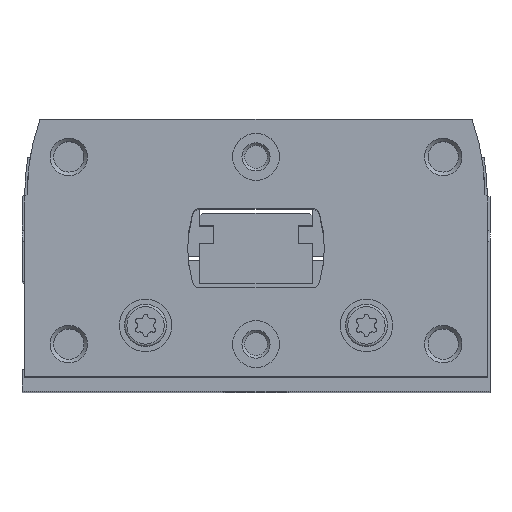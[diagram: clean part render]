
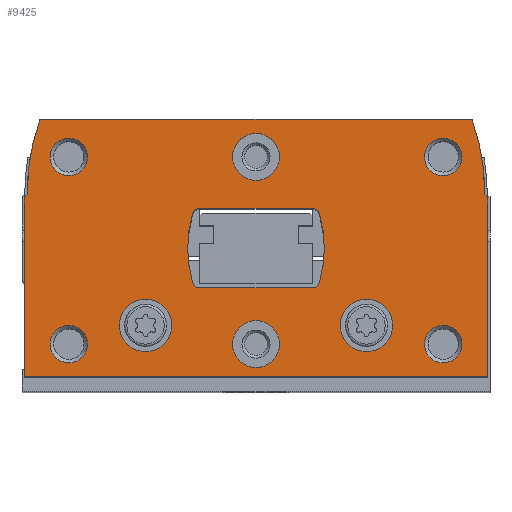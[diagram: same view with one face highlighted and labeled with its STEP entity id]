
A CAD part, top view. The second image highlights one B-rep face of the part: STEP entity #9425.
In plain terms, the highlighted planar face has unit normal (0, 0, 1).
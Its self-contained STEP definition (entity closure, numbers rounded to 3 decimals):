
#426=LINE('',#14720,#936);
#431=LINE('',#14730,#941);
#449=LINE('',#14776,#959);
#455=LINE('',#14788,#965);
#469=LINE('',#14861,#979);
#471=LINE('',#14864,#981);
#472=LINE('',#14896,#982);
#473=LINE('',#14916,#983);
#936=VECTOR('',#12071,1000.);
#941=VECTOR('',#12078,1000.);
#959=VECTOR('',#12114,1000.);
#965=VECTOR('',#12124,1000.);
#979=VECTOR('',#12180,1000.);
#981=VECTOR('',#12184,1000.);
#982=VECTOR('',#12217,1000.);
#983=VECTOR('',#12238,1000.);
#1253=PLANE('',#10264);
#2494=ORIENTED_EDGE('',*,*,#4162,.F.);
#2495=ORIENTED_EDGE('',*,*,#4163,.F.);
#2496=ORIENTED_EDGE('',*,*,#4164,.T.);
#2497=ORIENTED_EDGE('',*,*,#4165,.T.);
#2498=ORIENTED_EDGE('',*,*,#4166,.T.);
#2499=ORIENTED_EDGE('',*,*,#4167,.T.);
#2500=ORIENTED_EDGE('',*,*,#4168,.T.);
#2501=ORIENTED_EDGE('',*,*,#4169,.T.);
#2502=ORIENTED_EDGE('',*,*,#4125,.F.);
#2503=ORIENTED_EDGE('',*,*,#4143,.F.);
#2504=ORIENTED_EDGE('',*,*,#4138,.F.);
#2505=ORIENTED_EDGE('',*,*,#4134,.F.);
#2506=ORIENTED_EDGE('',*,*,#4170,.F.);
#2507=ORIENTED_EDGE('',*,*,#4171,.F.);
#2508=ORIENTED_EDGE('',*,*,#4172,.F.);
#2509=ORIENTED_EDGE('',*,*,#4128,.F.);
#2510=ORIENTED_EDGE('',*,*,#4111,.T.);
#2511=ORIENTED_EDGE('',*,*,#4105,.T.);
#2512=ORIENTED_EDGE('',*,*,#4145,.T.);
#2513=ORIENTED_EDGE('',*,*,#4076,.T.);
#2514=ORIENTED_EDGE('',*,*,#4081,.T.);
#2515=ORIENTED_EDGE('',*,*,#4085,.T.);
#2516=ORIENTED_EDGE('',*,*,#4161,.T.);
#2517=ORIENTED_EDGE('',*,*,#4117,.T.);
#4076=EDGE_CURVE('',#5019,#5018,#426,.T.);
#4081=EDGE_CURVE('',#5018,#5022,#431,.T.);
#4085=EDGE_CURVE('',#5022,#5024,#5636,.T.);
#4105=EDGE_CURVE('',#5039,#5041,#449,.T.);
#4111=EDGE_CURVE('',#5045,#5039,#455,.T.);
#4117=EDGE_CURVE('',#5050,#5045,#5642,.T.);
#4125=EDGE_CURVE('',#5055,#5056,#5646,.T.);
#4128=EDGE_CURVE('',#5056,#5057,#5647,.T.);
#4134=EDGE_CURVE('',#5061,#5062,#5650,.T.);
#4138=EDGE_CURVE('',#5062,#5065,#5652,.T.);
#4143=EDGE_CURVE('',#5065,#5055,#469,.T.);
#4145=EDGE_CURVE('',#5041,#5019,#471,.T.);
#4161=EDGE_CURVE('',#5024,#5050,#472,.T.);
#4162=EDGE_CURVE('',#5083,#5083,#5670,.T.);
#4163=EDGE_CURVE('',#5084,#5084,#5671,.T.);
#4164=EDGE_CURVE('',#5085,#5085,#5672,.T.);
#4165=EDGE_CURVE('',#5086,#5086,#5673,.T.);
#4166=EDGE_CURVE('',#5087,#5087,#5674,.T.);
#4167=EDGE_CURVE('',#5088,#5088,#5675,.T.);
#4168=EDGE_CURVE('',#5089,#5089,#5676,.T.);
#4169=EDGE_CURVE('',#5090,#5090,#5677,.T.);
#4170=EDGE_CURVE('',#5091,#5061,#5678,.T.);
#4171=EDGE_CURVE('',#5092,#5091,#473,.T.);
#4172=EDGE_CURVE('',#5057,#5092,#5679,.T.);
#5018=VERTEX_POINT('',#14719);
#5019=VERTEX_POINT('',#14721);
#5022=VERTEX_POINT('',#14729);
#5024=VERTEX_POINT('',#14736);
#5039=VERTEX_POINT('',#14770);
#5041=VERTEX_POINT('',#14775);
#5045=VERTEX_POINT('',#14786);
#5050=VERTEX_POINT('',#14801);
#5055=VERTEX_POINT('',#14817);
#5056=VERTEX_POINT('',#14819);
#5057=VERTEX_POINT('',#14827);
#5061=VERTEX_POINT('',#14840);
#5062=VERTEX_POINT('',#14842);
#5065=VERTEX_POINT('',#14853);
#5083=VERTEX_POINT('',#14899);
#5084=VERTEX_POINT('',#14901);
#5085=VERTEX_POINT('',#14903);
#5086=VERTEX_POINT('',#14905);
#5087=VERTEX_POINT('',#14907);
#5088=VERTEX_POINT('',#14909);
#5089=VERTEX_POINT('',#14911);
#5090=VERTEX_POINT('',#14913);
#5091=VERTEX_POINT('',#14915);
#5092=VERTEX_POINT('',#14917);
#5636=CIRCLE('',#10217,24.);
#5642=CIRCLE('',#10229,24.);
#5646=CIRCLE('',#10234,0.8);
#5647=CIRCLE('',#10236,13.);
#5650=CIRCLE('',#10240,13.);
#5652=CIRCLE('',#10243,0.8);
#5670=CIRCLE('',#10265,2.8);
#5671=CIRCLE('',#10266,2.8);
#5672=CIRCLE('',#10267,2.5);
#5673=CIRCLE('',#10268,2.5);
#5674=CIRCLE('',#10269,2.);
#5675=CIRCLE('',#10270,2.);
#5676=CIRCLE('',#10271,2.);
#5677=CIRCLE('',#10272,2.);
#5678=CIRCLE('',#10273,0.8);
#5679=CIRCLE('',#10274,0.8);
#6277=EDGE_LOOP('',(#2494));
#6278=EDGE_LOOP('',(#2495));
#6279=EDGE_LOOP('',(#2496));
#6280=EDGE_LOOP('',(#2497));
#6281=EDGE_LOOP('',(#2498));
#6282=EDGE_LOOP('',(#2499));
#6283=EDGE_LOOP('',(#2500));
#6284=EDGE_LOOP('',(#2501));
#6285=EDGE_LOOP('',(#2502,#2503,#2504,#2505,#2506,#2507,#2508,#2509));
#6286=EDGE_LOOP('',(#2510,#2511,#2512,#2513,#2514,#2515,#2516,#2517));
#7053=FACE_BOUND('',#6277,.T.);
#7054=FACE_BOUND('',#6278,.T.);
#7055=FACE_BOUND('',#6279,.T.);
#7056=FACE_BOUND('',#6280,.T.);
#7057=FACE_BOUND('',#6281,.T.);
#7058=FACE_BOUND('',#6282,.T.);
#7059=FACE_BOUND('',#6283,.T.);
#7060=FACE_BOUND('',#6284,.T.);
#7061=FACE_BOUND('',#6285,.T.);
#7062=FACE_BOUND('',#6286,.T.);
#9425=ADVANCED_FACE('',(#7053,#7054,#7055,#7056,#7057,#7058,#7059,#7060,
#7061,#7062),#1253,.T.);
#10217=AXIS2_PLACEMENT_3D('',#14737,#12085,#12086);
#10229=AXIS2_PLACEMENT_3D('',#14800,#12135,#12136);
#10234=AXIS2_PLACEMENT_3D('',#14818,#12148,#12149);
#10236=AXIS2_PLACEMENT_3D('',#14826,#12153,#12154);
#10240=AXIS2_PLACEMENT_3D('',#14841,#12163,#12164);
#10243=AXIS2_PLACEMENT_3D('',#14852,#12170,#12171);
#10264=AXIS2_PLACEMENT_3D('',#14897,#12218,#12219);
#10265=AXIS2_PLACEMENT_3D('',#14898,#12220,#12221);
#10266=AXIS2_PLACEMENT_3D('',#14900,#12222,#12223);
#10267=AXIS2_PLACEMENT_3D('',#14902,#12224,#12225);
#10268=AXIS2_PLACEMENT_3D('',#14904,#12226,#12227);
#10269=AXIS2_PLACEMENT_3D('',#14906,#12228,#12229);
#10270=AXIS2_PLACEMENT_3D('',#14908,#12230,#12231);
#10271=AXIS2_PLACEMENT_3D('',#14910,#12232,#12233);
#10272=AXIS2_PLACEMENT_3D('',#14912,#12234,#12235);
#10273=AXIS2_PLACEMENT_3D('',#14914,#12236,#12237);
#10274=AXIS2_PLACEMENT_3D('',#14918,#12239,#12240);
#12071=DIRECTION('',(0.,1.,0.));
#12078=DIRECTION('',(-0.866,0.5,0.));
#12085=DIRECTION('',(0.,0.,1.));
#12086=DIRECTION('',(1.,0.,0.));
#12114=DIRECTION('',(0.,-1.,0.));
#12124=DIRECTION('',(-0.866,-0.5,0.));
#12135=DIRECTION('',(0.,0.,1.));
#12136=DIRECTION('',(1.,0.,0.));
#12148=DIRECTION('',(0.,0.,1.));
#12149=DIRECTION('',(1.,0.,0.));
#12153=DIRECTION('',(0.,0.,1.));
#12154=DIRECTION('',(1.,0.,0.));
#12163=DIRECTION('',(0.,0.,1.));
#12164=DIRECTION('',(1.,0.,0.));
#12170=DIRECTION('',(0.,0.,1.));
#12171=DIRECTION('',(1.,0.,0.));
#12180=DIRECTION('',(-1.,0.,0.));
#12184=DIRECTION('',(1.,0.,0.));
#12217=DIRECTION('',(-1.,0.,0.));
#12218=DIRECTION('',(0.,0.,1.));
#12219=DIRECTION('',(1.,0.,0.));
#12220=DIRECTION('',(0.,0.,1.));
#12221=DIRECTION('',(1.,0.,0.));
#12222=DIRECTION('',(0.,0.,1.));
#12223=DIRECTION('',(1.,0.,0.));
#12224=DIRECTION('',(0.,0.,-1.));
#12225=DIRECTION('',(-1.,0.,0.));
#12226=DIRECTION('',(0.,0.,-1.));
#12227=DIRECTION('',(-1.,0.,0.));
#12228=DIRECTION('',(0.,0.,-1.));
#12229=DIRECTION('',(-1.,0.,0.));
#12230=DIRECTION('',(0.,0.,-1.));
#12231=DIRECTION('',(-1.,0.,0.));
#12232=DIRECTION('',(0.,0.,-1.));
#12233=DIRECTION('',(-1.,0.,0.));
#12234=DIRECTION('',(0.,0.,-1.));
#12235=DIRECTION('',(-1.,0.,0.));
#12236=DIRECTION('',(0.,0.,1.));
#12237=DIRECTION('',(1.,0.,0.));
#12238=DIRECTION('',(1.,0.,0.));
#12239=DIRECTION('',(0.,0.,1.));
#12240=DIRECTION('',(1.,0.,0.));
#14719=CARTESIAN_POINT('',(24.75,19.327,0.));
#14720=CARTESIAN_POINT('',(24.75,0.,0.));
#14721=CARTESIAN_POINT('',(24.75,0.,0.));
#14729=CARTESIAN_POINT('',(24.45,19.5,0.));
#14730=CARTESIAN_POINT('',(24.75,19.327,0.));
#14736=CARTESIAN_POINT('',(23.077,27.5,0.));
#14737=CARTESIAN_POINT('',(0.45,19.5,0.));
#14770=CARTESIAN_POINT('',(-24.75,19.327,0.));
#14775=CARTESIAN_POINT('',(-24.75,0.,0.));
#14776=CARTESIAN_POINT('',(-24.75,19.327,0.));
#14786=CARTESIAN_POINT('',(-24.45,19.5,0.));
#14788=CARTESIAN_POINT('',(-24.45,19.5,0.));
#14800=CARTESIAN_POINT('',(-0.45,19.5,0.));
#14801=CARTESIAN_POINT('',(-23.077,27.5,0.));
#14817=CARTESIAN_POINT('',(-6.002,18.,0.));
#14818=CARTESIAN_POINT('',(-6.002,17.2,0.));
#14819=CARTESIAN_POINT('',(-6.769,17.426,0.));
#14826=CARTESIAN_POINT('',(5.7,13.75,0.));
#14827=CARTESIAN_POINT('',(-6.769,10.074,0.));
#14840=CARTESIAN_POINT('',(6.769,10.074,0.));
#14841=CARTESIAN_POINT('',(-5.7,13.75,0.));
#14842=CARTESIAN_POINT('',(6.769,17.426,0.));
#14852=CARTESIAN_POINT('',(6.002,17.2,0.));
#14853=CARTESIAN_POINT('',(6.002,18.,0.));
#14861=CARTESIAN_POINT('',(6.002,18.,0.));
#14864=CARTESIAN_POINT('',(-24.75,0.,0.));
#14896=CARTESIAN_POINT('',(23.077,27.5,0.));
#14897=CARTESIAN_POINT('',(0.45,19.5,0.));
#14898=CARTESIAN_POINT('',(-11.8,5.5,0.));
#14899=CARTESIAN_POINT('',(-9.,5.5,0.));
#14900=CARTESIAN_POINT('',(11.8,5.5,0.));
#14901=CARTESIAN_POINT('',(14.6,5.5,0.));
#14902=CARTESIAN_POINT('',(0.,3.5,0.));
#14903=CARTESIAN_POINT('',(-2.5,3.5,0.));
#14904=CARTESIAN_POINT('',(0.,23.5,0.));
#14905=CARTESIAN_POINT('',(-2.5,23.5,0.));
#14906=CARTESIAN_POINT('',(20.,3.5,0.));
#14907=CARTESIAN_POINT('',(18.,3.5,0.));
#14908=CARTESIAN_POINT('',(-20.,3.5,0.));
#14909=CARTESIAN_POINT('',(-22.,3.5,0.));
#14910=CARTESIAN_POINT('',(-20.,23.5,0.));
#14911=CARTESIAN_POINT('',(-22.,23.5,0.));
#14912=CARTESIAN_POINT('',(20.,23.5,0.));
#14913=CARTESIAN_POINT('',(18.,23.5,0.));
#14914=CARTESIAN_POINT('',(6.002,10.3,0.));
#14915=CARTESIAN_POINT('',(6.002,9.5,0.));
#14916=CARTESIAN_POINT('',(-6.002,9.5,0.));
#14917=CARTESIAN_POINT('',(-6.002,9.5,0.));
#14918=CARTESIAN_POINT('',(-6.002,10.3,0.));
